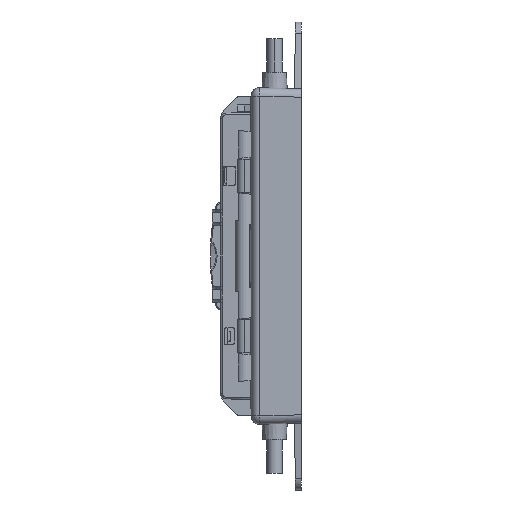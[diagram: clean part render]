
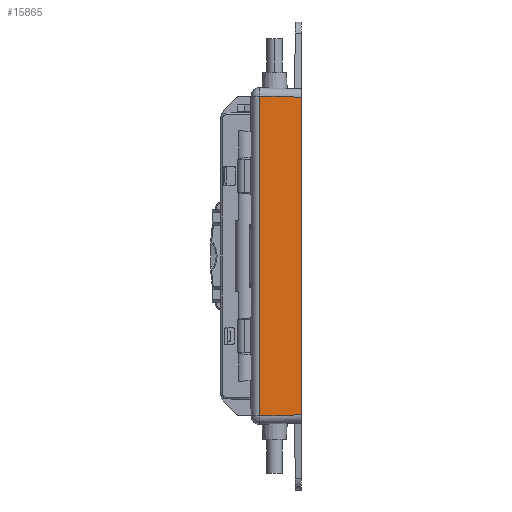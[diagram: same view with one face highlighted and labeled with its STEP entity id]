
A CAD part, left-side view. The second image highlights one B-rep face of the part: STEP entity #15865.
In plain terms, the highlighted planar face has unit normal (-1, -0.026, 0).
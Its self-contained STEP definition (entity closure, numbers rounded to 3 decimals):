
#1579=DIRECTION('',(0.,0.,-1.));
#1580=VECTOR('',#1579,95.653);
#1581=CARTESIAN_POINT('',(-26.976,-2.565,
47.826));
#1582=LINE('',#1581,#1580);
#1587=DIRECTION('',(0.026,-0.999,-0.026));
#1588=VECTOR('',#1587,12.443);
#1589=CARTESIAN_POINT('',(-26.976,-2.565,
47.826));
#1590=LINE('',#1589,#1588);
#1591=DIRECTION('',(0.,0.,-1.));
#1592=VECTOR('',#1591,95.002);
#1593=CARTESIAN_POINT('',(-26.65,-15.,
47.501));
#1594=LINE('',#1593,#1592);
#1595=DIRECTION('',(-0.026,0.999,-0.026));
#1596=VECTOR('',#1595,12.443);
#1597=CARTESIAN_POINT('',(-26.65,-15.,
-47.501));
#1598=LINE('',#1597,#1596);
#2019=CARTESIAN_POINT('',(-26.65,-15.,
47.501));
#2127=CARTESIAN_POINT('',(-26.65,-15.,-47.501));
#11573=VERTEX_POINT('',#2019);
#11607=VERTEX_POINT('',#2127);
#12047=CARTESIAN_POINT('',(-26.976,-2.565,
47.826));
#12048=VERTEX_POINT('',#12047);
#12049=CARTESIAN_POINT('',(-26.976,-2.565,
-47.826));
#12050=VERTEX_POINT('',#12049);
#15852=CARTESIAN_POINT('',(-26.65,-15.,-51.829));
#15853=DIRECTION('',(-1.,-0.026,0.));
#15854=DIRECTION('',(0.,0.,1.));
#15855=AXIS2_PLACEMENT_3D('',#15852,#15853,#15854);
#15856=PLANE('',#15855);
#15857=ORIENTED_EDGE('',*,*,#15836,.F.);
#15859=ORIENTED_EDGE('',*,*,#15858,.T.);
#15861=ORIENTED_EDGE('',*,*,#15860,.T.);
#15862=ORIENTED_EDGE('',*,*,#15797,.T.);
#15863=EDGE_LOOP('',(#15857,#15859,#15861,#15862));
#15864=FACE_OUTER_BOUND('',#15863,.F.);
#15865=ADVANCED_FACE('',(#15864),#15856,.T.);
#15797=EDGE_CURVE('',#11607,#12050,#1598,.T.);
#15836=EDGE_CURVE('',#12048,#12050,#1582,.T.);
#15858=EDGE_CURVE('',#12048,#11573,#1590,.T.);
#15860=EDGE_CURVE('',#11573,#11607,#1594,.T.);
